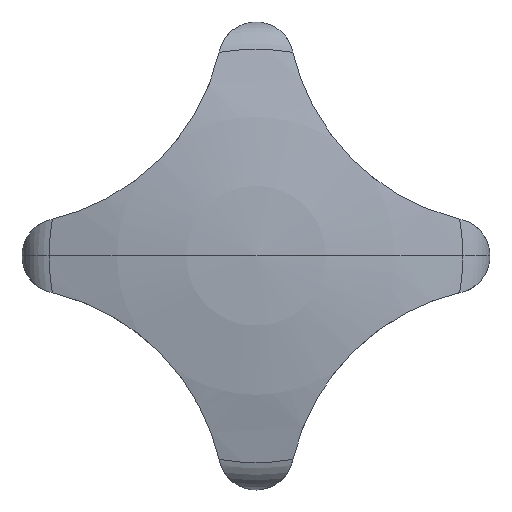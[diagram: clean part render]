
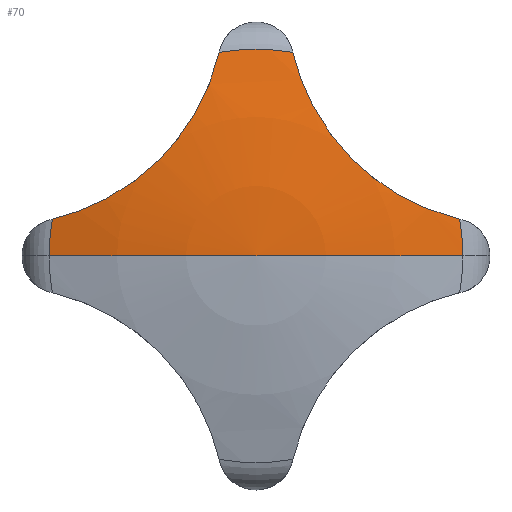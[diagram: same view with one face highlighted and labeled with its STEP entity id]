
A CAD part, top view. The second image highlights one B-rep face of the part: STEP entity #70.
In plain terms, the highlighted spherical face has radius 40 mm.
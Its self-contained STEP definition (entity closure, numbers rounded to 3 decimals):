
#70=ADVANCED_FACE('',(#178),#179,.T.);
#178=FACE_OUTER_BOUND('',#322,.T.);
#179=SPHERICAL_SURFACE('',#323,40.);
#322=EDGE_LOOP('',(#460,#461,#462,#463,#464,#465,#466,#467,#468));
#323=AXIS2_PLACEMENT_3D('',#469,#470,#471);
#460=ORIENTED_EDGE('',*,*,#873,.T.);
#461=ORIENTED_EDGE('',*,*,#874,.T.);
#462=ORIENTED_EDGE('',*,*,#875,.F.);
#463=ORIENTED_EDGE('',*,*,#876,.T.);
#464=ORIENTED_EDGE('',*,*,#877,.T.);
#465=ORIENTED_EDGE('',*,*,#878,.F.);
#466=ORIENTED_EDGE('',*,*,#879,.T.);
#467=ORIENTED_EDGE('',*,*,#880,.T.);
#468=ORIENTED_EDGE('',*,*,#881,.F.);
#469=CARTESIAN_POINT('',(0.,0.,-24.));
#470=DIRECTION('',(0.0,0.0,-1.0));
#471=DIRECTION('',(1.0,0.,0.0));
#873=EDGE_CURVE('',#1035,#1036,#1037,.T.);
#874=EDGE_CURVE('',#1036,#1038,#1039,.T.);
#875=EDGE_CURVE('',#1040,#1038,#1041,.T.);
#876=EDGE_CURVE('',#1040,#1042,#1043,.T.);
#877=EDGE_CURVE('',#1042,#1044,#1045,.T.);
#878=EDGE_CURVE('',#1046,#1044,#1047,.T.);
#879=EDGE_CURVE('',#1046,#1048,#1049,.T.);
#880=EDGE_CURVE('',#1048,#1050,#1051,.T.);
#881=EDGE_CURVE('',#1035,#1050,#1052,.T.);
#1035=VERTEX_POINT('',#1271);
#1036=VERTEX_POINT('',#1272);
#1037=CIRCLE('',#1273,40.);
#1038=VERTEX_POINT('',#1274);
#1039=CIRCLE('',#1275,40.);
#1040=VERTEX_POINT('',#1276);
#1041=CIRCLE('',#1277,11.053);
#1042=VERTEX_POINT('',#1278);
#1043=B_SPLINE_CURVE_WITH_KNOTS('',3,(#1279,#1280,#1281,#1282,#1283,#1284,#1285,#1286,#1287,#1288,#1289,#1290,#1291,#1292),.UNSPECIFIED.,.F.,.F.,(4,2,2,2,2,2,4),(17.148,18.028,20.856,23.685,26.513,29.341,30.222),.UNSPECIFIED.);
#1044=VERTEX_POINT('',#1293);
#1045=B_SPLINE_CURVE_WITH_KNOTS('',3,(#1294,#1295,#1296,#1297,#1298,#1299,#1300,#1301,#1302,#1303,#1304,#1305,#1306,#1307),.UNSPECIFIED.,.F.,.F.,(4,2,2,2,2,2,4),(17.148,18.028,20.856,23.685,26.513,29.341,30.222),.UNSPECIFIED.);
#1046=VERTEX_POINT('',#1308);
#1047=CIRCLE('',#1309,11.053);
#1048=VERTEX_POINT('',#1310);
#1049=B_SPLINE_CURVE_WITH_KNOTS('',3,(#1311,#1312,#1313,#1314,#1315,#1316,#1317,#1318,#1319,#1320,#1321,#1322,#1323,#1324),.UNSPECIFIED.,.F.,.F.,(4,2,2,2,2,2,4),(17.148,18.028,20.856,23.685,26.513,29.341,30.222),.UNSPECIFIED.);
#1050=VERTEX_POINT('',#1325);
#1051=B_SPLINE_CURVE_WITH_KNOTS('',3,(#1326,#1327,#1328,#1329,#1330,#1331,#1332,#1333,#1334,#1335,#1336,#1337,#1338,#1339),.UNSPECIFIED.,.F.,.F.,(4,2,2,2,2,2,4),(17.148,18.028,20.856,23.685,26.513,29.341,30.222),.UNSPECIFIED.);
#1052=CIRCLE('',#1340,11.053);
#1271=CARTESIAN_POINT('',(-11.053,0.,14.443));
#1272=CARTESIAN_POINT('',(0.,0.,16.0));
#1273=AXIS2_PLACEMENT_3D('',#2002,#2003,#2004);
#1274=CARTESIAN_POINT('',(11.053,0.,14.443));
#1275=AXIS2_PLACEMENT_3D('',#2005,#2006,#2007);
#1276=CARTESIAN_POINT('',(10.876,1.966,14.443));
#1277=AXIS2_PLACEMENT_3D('',#2008,#2009,#2010);
#1278=CARTESIAN_POINT('',(5.157,5.157,15.329));
#1279=CARTESIAN_POINT('',(10.876,1.966,14.443));
#1280=CARTESIAN_POINT('',(10.589,2.034,14.52));
#1281=CARTESIAN_POINT('',(10.303,2.113,14.594));
#1282=CARTESIAN_POINT('',(9.11,2.491,14.881));
#1283=CARTESIAN_POINT('',(8.225,2.892,15.05));
#1284=CARTESIAN_POINT('',(6.582,3.892,15.274));
#1285=CARTESIAN_POINT('',(5.824,4.491,15.329));
#1286=CARTESIAN_POINT('',(4.491,5.824,15.329));
#1287=CARTESIAN_POINT('',(3.892,6.582,15.274));
#1288=CARTESIAN_POINT('',(2.892,8.225,15.05));
#1289=CARTESIAN_POINT('',(2.491,9.11,14.881));
#1290=CARTESIAN_POINT('',(2.113,10.303,14.594));
#1291=CARTESIAN_POINT('',(2.034,10.589,14.52));
#1292=CARTESIAN_POINT('',(1.966,10.876,14.443));
#1293=CARTESIAN_POINT('',(1.966,10.876,14.443));
#1294=CARTESIAN_POINT('',(10.876,1.966,14.443));
#1295=CARTESIAN_POINT('',(10.589,2.034,14.52));
#1296=CARTESIAN_POINT('',(10.303,2.113,14.594));
#1297=CARTESIAN_POINT('',(9.11,2.491,14.881));
#1298=CARTESIAN_POINT('',(8.225,2.892,15.05));
#1299=CARTESIAN_POINT('',(6.582,3.892,15.274));
#1300=CARTESIAN_POINT('',(5.824,4.491,15.329));
#1301=CARTESIAN_POINT('',(4.491,5.824,15.329));
#1302=CARTESIAN_POINT('',(3.892,6.582,15.274));
#1303=CARTESIAN_POINT('',(2.892,8.225,15.05));
#1304=CARTESIAN_POINT('',(2.491,9.11,14.881));
#1305=CARTESIAN_POINT('',(2.113,10.303,14.594));
#1306=CARTESIAN_POINT('',(2.034,10.589,14.52));
#1307=CARTESIAN_POINT('',(1.966,10.876,14.443));
#1308=CARTESIAN_POINT('',(-1.966,10.876,14.443));
#1309=AXIS2_PLACEMENT_3D('',#2011,#2012,#2013);
#1310=CARTESIAN_POINT('',(-5.157,5.157,15.329));
#1311=CARTESIAN_POINT('',(-1.966,10.876,14.443));
#1312=CARTESIAN_POINT('',(-2.034,10.589,14.52));
#1313=CARTESIAN_POINT('',(-2.113,10.303,14.594));
#1314=CARTESIAN_POINT('',(-2.491,9.11,14.881));
#1315=CARTESIAN_POINT('',(-2.892,8.225,15.05));
#1316=CARTESIAN_POINT('',(-3.892,6.582,15.274));
#1317=CARTESIAN_POINT('',(-4.491,5.824,15.329));
#1318=CARTESIAN_POINT('',(-5.824,4.491,15.329));
#1319=CARTESIAN_POINT('',(-6.582,3.892,15.274));
#1320=CARTESIAN_POINT('',(-8.225,2.892,15.05));
#1321=CARTESIAN_POINT('',(-9.11,2.491,14.881));
#1322=CARTESIAN_POINT('',(-10.303,2.113,14.594));
#1323=CARTESIAN_POINT('',(-10.589,2.034,14.52));
#1324=CARTESIAN_POINT('',(-10.876,1.966,14.443));
#1325=CARTESIAN_POINT('',(-10.876,1.966,14.443));
#1326=CARTESIAN_POINT('',(-1.966,10.876,14.443));
#1327=CARTESIAN_POINT('',(-2.034,10.589,14.52));
#1328=CARTESIAN_POINT('',(-2.113,10.303,14.594));
#1329=CARTESIAN_POINT('',(-2.491,9.11,14.881));
#1330=CARTESIAN_POINT('',(-2.892,8.225,15.05));
#1331=CARTESIAN_POINT('',(-3.892,6.582,15.274));
#1332=CARTESIAN_POINT('',(-4.491,5.824,15.329));
#1333=CARTESIAN_POINT('',(-5.824,4.491,15.329));
#1334=CARTESIAN_POINT('',(-6.582,3.892,15.274));
#1335=CARTESIAN_POINT('',(-8.225,2.892,15.05));
#1336=CARTESIAN_POINT('',(-9.11,2.491,14.881));
#1337=CARTESIAN_POINT('',(-10.303,2.113,14.594));
#1338=CARTESIAN_POINT('',(-10.589,2.034,14.52));
#1339=CARTESIAN_POINT('',(-10.876,1.966,14.443));
#1340=AXIS2_PLACEMENT_3D('',#2014,#2015,#2016);
#2002=CARTESIAN_POINT('',(0.,0.,-24.));
#2003=DIRECTION('',(0.,1.0,0.0));
#2004=DIRECTION('',(0.0,0.0,-1.0));
#2005=CARTESIAN_POINT('',(0.,0.,-24.));
#2006=DIRECTION('',(0.,1.0,0.0));
#2007=DIRECTION('',(0.0,0.0,-1.0));
#2008=CARTESIAN_POINT('',(0.0,0.,14.443));
#2009=DIRECTION('',(0.0,0.0,-1.0));
#2010=DIRECTION('',(1.0,0.,0.0));
#2011=CARTESIAN_POINT('',(0.0,0.,14.443));
#2012=DIRECTION('',(0.0,0.0,-1.0));
#2013=DIRECTION('',(1.0,0.,0.0));
#2014=CARTESIAN_POINT('',(0.0,0.,14.443));
#2015=DIRECTION('',(0.0,0.0,-1.0));
#2016=DIRECTION('',(1.0,0.,0.0));
